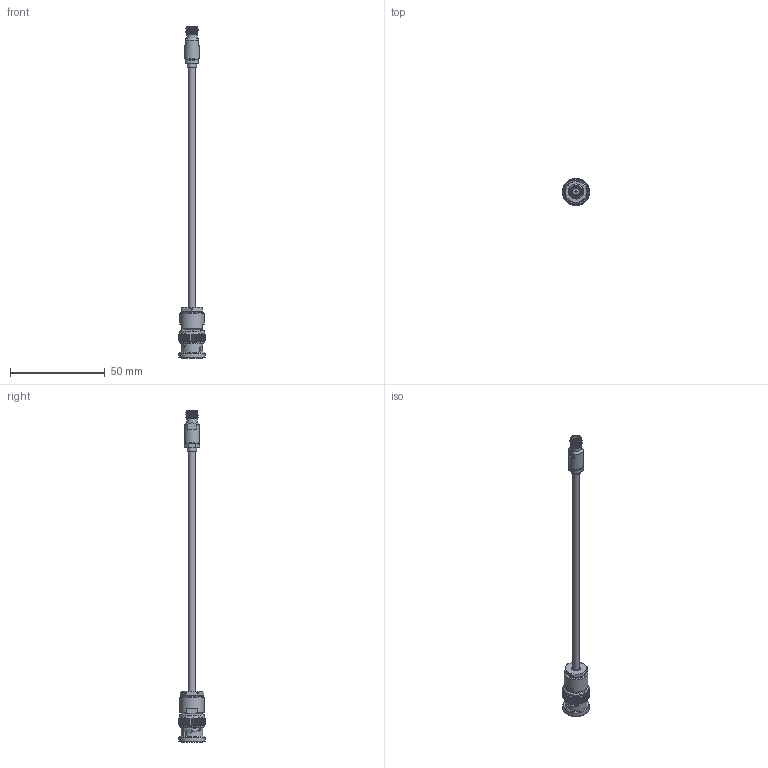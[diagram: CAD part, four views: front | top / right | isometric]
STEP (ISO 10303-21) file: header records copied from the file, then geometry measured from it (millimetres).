
FILE_DESCRIPTION (( 'STEP AP203' ), '1' );
FILE_NAME ('PE3W02174_3D.step', '2021-12-29T17:29:04', ( '' ), ( '' ), 'SwSTEP 2.0', 'SolidWorks 2021', '' );
FILE_SCHEMA (( 'CONFIG_CONTROL_DESIGN' ));
Length unit declared in the file: inch
Products named in the file (4): PE-SR402AL^PE3W02174_PE-SR402AL; PE45011^PE3W02174; PE3W02174_3D; PE4206^PE3W02174
Assembly tree (3 placements, depth 2):
  PE3W02174_3D
    PE-SR402AL^PE3W02174_PE-SR402AL
    PE45011^PE3W02174
    PE4206^PE3W02174
Bounding box: 14.46 x 14.46 x 175.63 mm (x, y, z)
Volume: 4872.8 mm3; surface area: 5261.1 mm2
Topology: 5 solids, 5 shells, 499 faces, 1135 edges, 666 vertices
Faces by surface type: plane 201, cone 161, cylinder 120, bspline 16, torus 1
Full cylindrical faces by diameter (mm): 0.711 x1, 0.914 x1, 1.016 x1, 1.092 x1, 1.168 x1, 1.27 x2, 1.627 x1, 2.054 x1, 2.184 x1, 2.212 x1, 2.489 x1, 3.5 x1, 3.581 x1, 3.683 x1, 3.809 x1, 3.81 x1, 4.572 x1, 4.801 x1, 5.004 x1, 5.433 x1, 5.582 x2, 6.904 x1, 7.057 x1, 7.501 x1, 7.934 x1, 9.395 x1, 9.991 x1, 10.149 x1, 10.211 x1, 11.395 x1
Entity records: 16888 total; most frequent: CARTESIAN_POINT 6123, ORIENTED_EDGE 2132, DIRECTION 2094, EDGE_CURVE 1066, AXIS2_PLACEMENT_3D 888, VERTEX_POINT 650, EDGE_LOOP 578, FACE_OUTER_BOUND 537
